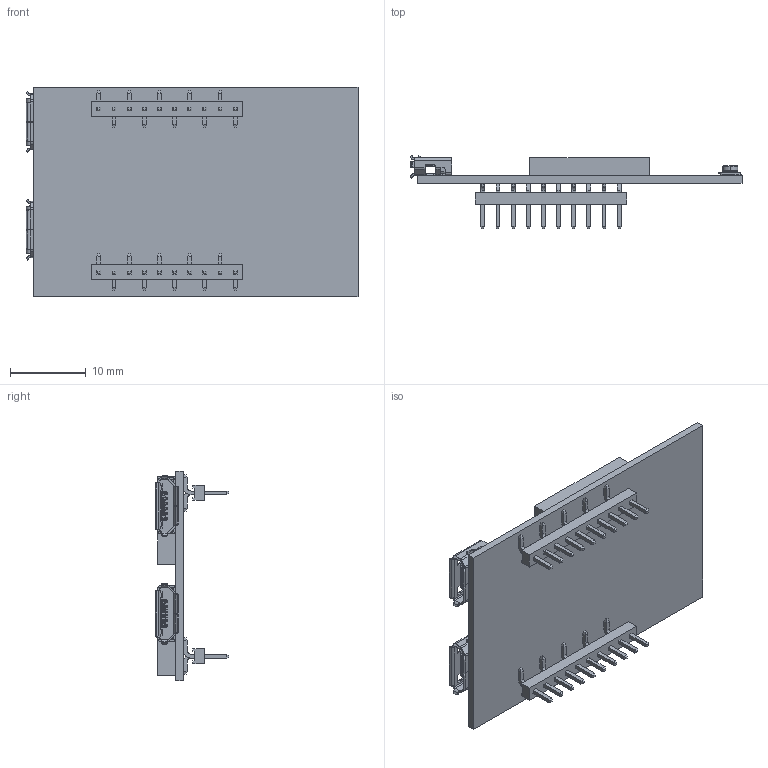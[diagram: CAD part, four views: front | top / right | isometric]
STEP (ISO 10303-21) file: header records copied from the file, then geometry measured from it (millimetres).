
FILE_DESCRIPTION (( 'STEP AP214' ), '1' );
FILE_NAME ('AS-XBEE-LBAND-D9SRTCM-2UFL-00.STEP', '2024-04-16T13:49:26', ( '' ), ( '' ), 'SwSTEP 2.0', 'SolidWorks 2020', '' );
FILE_SCHEMA (( 'AUTOMOTIVE_DESIGN' ));
Length unit declared in the file: millimetre
Products named in the file (9): TMM-110-01-G-S-SM-P-TR.stp; TMM-110-01-G-S-SM-P-TR_body.stp; CONUFL001-SMD-T--3DModel-STEP-269445.step; PCB; TMM-110-01-G-S-SM_pins1.stp; 10118194-0001LF--3DModel-STEP-533217.step; AS-XBEE-LBAND-D9SRTCM-2UFL-00; TMM-110-01-G-S-SM-P-TR_sm_pins2.stp
Assembly tree (13 placements, depth 3):
  AS-XBEE-LBAND-D9SRTCM-2UFL-00
    PCB
    TMM-110-01-G-S-SM-P-TR.stp
      TMM-110-01-G-S-SM-P-TR_sm_pins2.stp
      TMM-110-01-G-S-SM_pins1.stp
      TMM-110-01-G-S-SM-P-TR_body.stp
    TMM-110-01-G-S-SM-P-TR.stp
      TMM-110-01-G-S-SM-P-TR_sm_pins2.stp
      TMM-110-01-G-S-SM_pins1.stp
      TMM-110-01-G-S-SM-P-TR_body.stp
    10118194-0001LF--3DModel-STEP-533217.step  x2
    CONUFL001-SMD-T--3DModel-STEP-269445.step  x2
Bounding box: 43.8 x 9.64 x 27.7 mm (x, y, z)
Volume: 2312.7 mm3; surface area: 4243.3 mm2
Topology: 19 solids, 19 shells, 2388 faces, 6534 edges, 4166 vertices
Faces by surface type: plane 1672, cylinder 624, bspline 46, cone 30, torus 8, sphere 8
Entity records: 39496 total; most frequent: CARTESIAN_POINT 8639, ORIENTED_EDGE 6546, DIRECTION 6070, EDGE_CURVE 3273, VECTOR 2508, LINE 2508, VERTEX_POINT 2095, AXIS2_PLACEMENT_3D 1781
